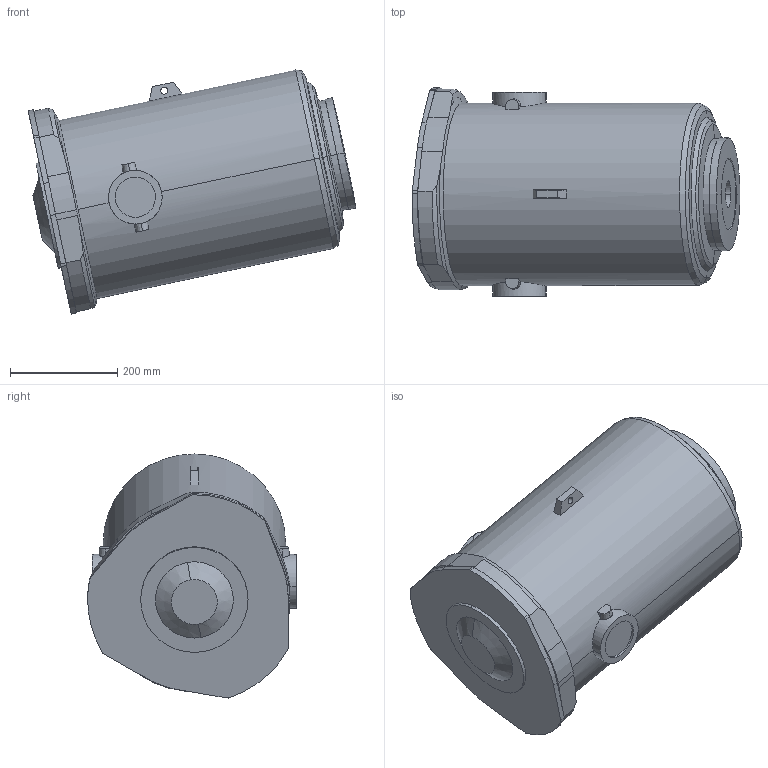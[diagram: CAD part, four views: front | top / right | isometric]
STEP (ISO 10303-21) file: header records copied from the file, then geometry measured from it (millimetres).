
FILE_DESCRIPTION (( 'STEP AP203' ), '1' );
FILE_NAME ('CYLINDER_CAD_Default_sldprt.STEP', '2024-04-07T16:13:43', ( '' ), ( '' ), 'SwSTEP 2.0', 'SolidWorks 2022', '' );
FILE_SCHEMA (( 'CONFIG_CONTROL_DESIGN' ));
Length unit declared in the file: millimetre
Products named in the file (1): CYLINDER_CAD_Default_sldprt
Bounding box: 610.79 x 388.83 x 454.93 mm (x, y, z)
Volume: 49472387.4 mm3; surface area: 896962 mm2
Topology: 1 solids, 1 shells, 117 faces, 295 edges, 187 vertices
Faces by surface type: plane 45, cylinder 40, cone 32
Entity records: 5170 total; most frequent: CARTESIAN_POINT 2293, ORIENTED_EDGE 590, DIRECTION 590, EDGE_CURVE 295, AXIS2_PLACEMENT_3D 223, VERTEX_POINT 187, LINE 144, VECTOR 144
